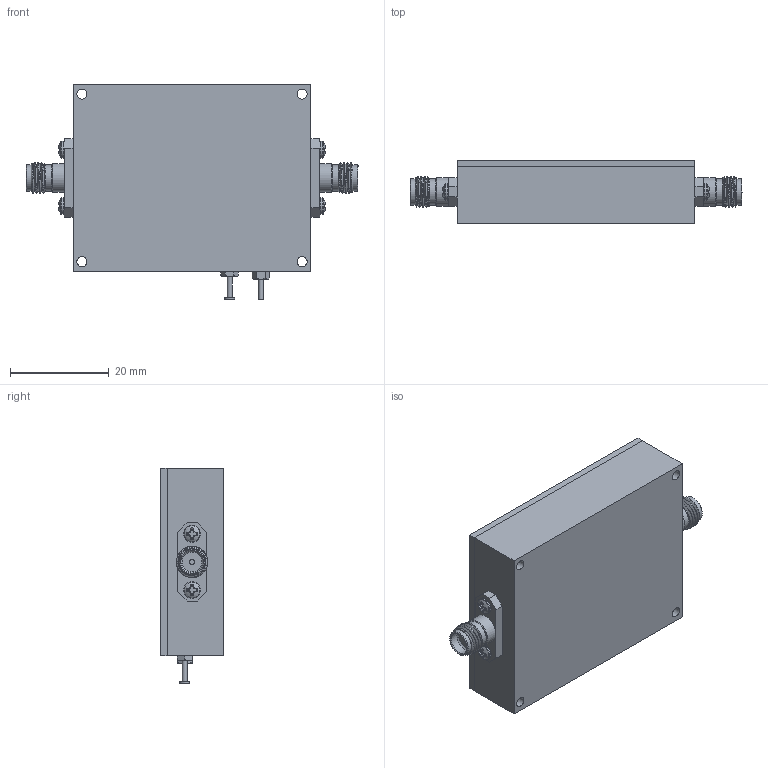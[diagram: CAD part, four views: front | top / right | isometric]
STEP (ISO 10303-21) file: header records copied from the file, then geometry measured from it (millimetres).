
FILE_DESCRIPTION (( 'STEP AP203' ), '1' );
FILE_NAME ('SPA-180-37-01-SMA-A_3D.step', '2021-07-27T21:30:54', ( '' ), ( '' ), 'SwSTEP 2.0', 'SolidWorks 2021', '' );
FILE_SCHEMA (( 'CONFIG_CONTROL_DESIGN' ));
Products named in the file (1): SPA-180-37-01-SMA-A_3D
Bounding box: 67.41 x 12.73 x 43.81 mm (x, y, z)
Volume: 23810.3 mm3; surface area: 7500.9 mm2
Topology: 1 solids, 19 shells, 1561 faces, 4171 edges, 2768 vertices
Faces by surface type: plane 899, bspline 288, cylinder 242, cone 120, torus 8, sphere 4
Full cylindrical faces by diameter (mm): 1.016 x6, 1.27 x2, 1.854 x4, 2.032 x1, 2.05 x4, 2.057 x10, 2.5 x4, 3.393 x4, 4.521 x2, 5.08 x2, 5.334 x4, 5.842 x2
Entity records: 75113 total; most frequent: CARTESIAN_POINT 40158, ORIENTED_EDGE 8042, DIRECTION 5662, EDGE_CURVE 4021, VERTEX_POINT 2719, LINE 2352, VECTOR 2352, EDGE_LOOP 1814
